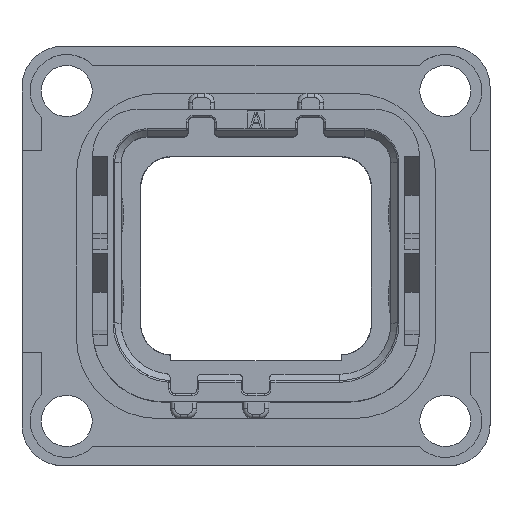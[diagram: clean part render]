
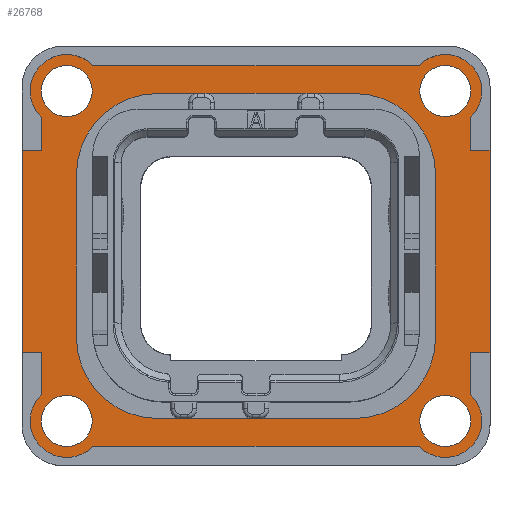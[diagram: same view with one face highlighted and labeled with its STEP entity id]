
A CAD part, top view. The second image highlights one B-rep face of the part: STEP entity #26768.
In plain terms, the highlighted planar face has unit normal (0, 0, 1).
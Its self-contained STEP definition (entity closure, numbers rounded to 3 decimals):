
#97=DIRECTION('',(0.,-1.,0.));
#98=VECTOR('',#97,12.45);
#99=CARTESIAN_POINT('',(-14.4,6.5,1.5));
#100=LINE('',#99,#98);
#160=CARTESIAN_POINT('',(-11.65,10.15,1.5));
#161=DIRECTION('',(0.,0.,1.));
#162=DIRECTION('',(0.716,0.698,0.));
#163=AXIS2_PLACEMENT_3D('',#160,#161,#162);
#173=CARTESIAN_POINT('',(11.65,10.15,1.5));
#174=DIRECTION('',(0.,0.,1.));
#175=DIRECTION('',(0.698,-0.716,0.));
#176=AXIS2_PLACEMENT_3D('',#173,#174,#175);
#183=DIRECTION('',(0.,1.,0.));
#184=VECTOR('',#183,2.588);
#185=CARTESIAN_POINT('',(13.22,-8.538,1.5));
#186=LINE('',#185,#184);
#187=DIRECTION('',(1.,0.,0.));
#188=VECTOR('',#187,20.077);
#189=CARTESIAN_POINT('',(-10.038,-11.72,1.5));
#190=LINE('',#189,#188);
#191=DIRECTION('',(0.,-1.,0.));
#192=VECTOR('',#191,2.588);
#193=CARTESIAN_POINT('',(-13.22,-5.95,1.5));
#194=LINE('',#193,#192);
#195=DIRECTION('',(1.,0.,0.));
#196=VECTOR('',#195,1.18);
#197=CARTESIAN_POINT('',(-14.4,-5.95,1.5));
#198=LINE('',#197,#196);
#199=DIRECTION('',(-1.,0.,0.));
#200=VECTOR('',#199,1.18);
#201=CARTESIAN_POINT('',(-13.22,6.5,1.5));
#202=LINE('',#201,#200);
#203=DIRECTION('',(0.,-1.,0.));
#204=VECTOR('',#203,2.038);
#205=CARTESIAN_POINT('',(-13.22,8.538,1.5));
#206=LINE('',#205,#204);
#207=DIRECTION('',(-1.,0.,0.));
#208=VECTOR('',#207,20.077);
#209=CARTESIAN_POINT('',(10.038,11.72,1.5));
#210=LINE('',#209,#208);
#211=DIRECTION('',(0.,1.,0.));
#212=VECTOR('',#211,2.038);
#213=CARTESIAN_POINT('',(13.22,6.5,1.5));
#214=LINE('',#213,#212);
#215=DIRECTION('',(-1.,0.,0.));
#216=VECTOR('',#215,1.18);
#217=CARTESIAN_POINT('',(14.4,6.5,1.5));
#218=LINE('',#217,#216);
#219=DIRECTION('',(1.,0.,0.));
#220=VECTOR('',#219,1.18);
#221=CARTESIAN_POINT('',(13.22,-5.95,1.5));
#222=LINE('',#221,#220);
#223=CARTESIAN_POINT('',(11.65,-10.15,1.5));
#224=DIRECTION('',(0.,0.,1.));
#225=DIRECTION('',(-1.,0.,0.));
#226=AXIS2_PLACEMENT_3D('',#223,#224,#225);
#228=CARTESIAN_POINT('',(-11.65,-10.15,1.5));
#229=DIRECTION('',(0.,0.,1.));
#230=DIRECTION('',(-1.,0.,0.));
#231=AXIS2_PLACEMENT_3D('',#228,#229,#230);
#233=CARTESIAN_POINT('',(-11.65,10.15,1.5));
#234=DIRECTION('',(0.,0.,1.));
#235=DIRECTION('',(1.,0.,0.));
#236=AXIS2_PLACEMENT_3D('',#233,#234,#235);
#238=CARTESIAN_POINT('',(11.65,10.15,1.5));
#239=DIRECTION('',(0.,0.,1.));
#240=DIRECTION('',(1.,0.,0.));
#241=AXIS2_PLACEMENT_3D('',#238,#239,#240);
#243=CARTESIAN_POINT('',(6.05,5.,1.5));
#244=DIRECTION('',(0.,0.,-1.));
#245=DIRECTION('',(0.,1.,0.));
#246=AXIS2_PLACEMENT_3D('',#243,#244,#245);
#248=DIRECTION('',(1.,0.,0.));
#249=VECTOR('',#248,12.1);
#250=CARTESIAN_POINT('',(-6.05,10.,1.5));
#251=LINE('',#250,#249);
#252=CARTESIAN_POINT('',(-6.05,5.,1.5));
#253=DIRECTION('',(0.,0.,-1.));
#254=DIRECTION('',(-1.,0.,0.));
#255=AXIS2_PLACEMENT_3D('',#252,#253,#254);
#257=DIRECTION('',(0.,1.,0.));
#258=VECTOR('',#257,10.);
#259=CARTESIAN_POINT('',(-11.05,-5.,1.5));
#260=LINE('',#259,#258);
#261=CARTESIAN_POINT('',(-6.05,-5.,1.5));
#262=DIRECTION('',(0.,0.,-1.));
#263=DIRECTION('',(0.,-1.,0.));
#264=AXIS2_PLACEMENT_3D('',#261,#262,#263);
#266=DIRECTION('',(-1.,0.,0.));
#267=VECTOR('',#266,12.1);
#268=CARTESIAN_POINT('',(6.05,-10.,1.5));
#269=LINE('',#268,#267);
#270=CARTESIAN_POINT('',(6.05,-5.,1.5));
#271=DIRECTION('',(0.,0.,-1.));
#272=DIRECTION('',(1.,0.,0.));
#273=AXIS2_PLACEMENT_3D('',#270,#271,#272);
#275=DIRECTION('',(0.,-1.,0.));
#276=VECTOR('',#275,10.);
#277=CARTESIAN_POINT('',(11.05,5.,1.5));
#278=LINE('',#277,#276);
#283=CARTESIAN_POINT('',(11.65,-10.15,1.5));
#284=DIRECTION('',(0.,0.,1.));
#285=DIRECTION('',(-0.716,-0.698,0.));
#286=AXIS2_PLACEMENT_3D('',#283,#284,#285);
#340=CARTESIAN_POINT('',(-11.65,-10.15,1.5));
#341=DIRECTION('',(0.,0.,1.));
#342=DIRECTION('',(-0.698,0.716,0.));
#343=AXIS2_PLACEMENT_3D('',#340,#341,#342);
#369=DIRECTION('',(0.,1.,0.));
#370=VECTOR('',#369,12.45);
#371=CARTESIAN_POINT('',(14.4,-5.95,1.5));
#372=LINE('',#371,#370);
#425=CARTESIAN_POINT('',(11.65,-10.15,1.5));
#426=DIRECTION('',(0.,0.,1.));
#427=DIRECTION('',(1.,0.,0.));
#428=AXIS2_PLACEMENT_3D('',#425,#426,#427);
#430=CARTESIAN_POINT('',(-11.65,-10.15,1.5));
#431=DIRECTION('',(0.,0.,1.));
#432=DIRECTION('',(1.,0.,0.));
#433=AXIS2_PLACEMENT_3D('',#430,#431,#432);
#451=CARTESIAN_POINT('',(-11.65,10.15,1.5));
#452=DIRECTION('',(0.,0.,1.));
#453=DIRECTION('',(-1.,0.,0.));
#454=AXIS2_PLACEMENT_3D('',#451,#452,#453);
#456=CARTESIAN_POINT('',(11.65,10.15,1.5));
#457=DIRECTION('',(0.,0.,1.));
#458=DIRECTION('',(-1.,0.,0.));
#459=AXIS2_PLACEMENT_3D('',#456,#457,#458);
#22807=CARTESIAN_POINT('',(-6.05,10.,1.5));
#22808=CARTESIAN_POINT('',(6.05,10.,1.5));
#22809=VERTEX_POINT('',#22807);
#22810=VERTEX_POINT('',#22808);
#22811=CARTESIAN_POINT('',(11.05,-5.,1.5));
#22812=CARTESIAN_POINT('',(6.05,-10.,1.5));
#22813=VERTEX_POINT('',#22811);
#22814=VERTEX_POINT('',#22812);
#22815=CARTESIAN_POINT('',(11.05,5.,1.5));
#22816=VERTEX_POINT('',#22815);
#22817=CARTESIAN_POINT('',(-11.05,5.,1.5));
#22818=VERTEX_POINT('',#22817);
#22819=CARTESIAN_POINT('',(-11.05,-5.,1.5));
#22820=VERTEX_POINT('',#22819);
#22821=CARTESIAN_POINT('',(-6.05,-10.,1.5));
#22822=VERTEX_POINT('',#22821);
#22853=CARTESIAN_POINT('',(14.4,-5.95,1.5));
#22854=CARTESIAN_POINT('',(14.4,6.5,1.5));
#22855=VERTEX_POINT('',#22853);
#22856=VERTEX_POINT('',#22854);
#22857=CARTESIAN_POINT('',(-14.4,6.5,1.5));
#22858=CARTESIAN_POINT('',(-14.4,-5.95,1.5));
#22859=VERTEX_POINT('',#22857);
#22860=VERTEX_POINT('',#22858);
#22861=CARTESIAN_POINT('',(10.08,10.15,1.5));
#22862=VERTEX_POINT('',#22861);
#22863=CARTESIAN_POINT('',(-10.08,10.15,1.5));
#22864=VERTEX_POINT('',#22863);
#22865=CARTESIAN_POINT('',(-10.08,-10.15,1.5));
#22866=VERTEX_POINT('',#22865);
#22867=CARTESIAN_POINT('',(10.08,-10.15,1.5));
#22868=VERTEX_POINT('',#22867);
#22869=CARTESIAN_POINT('',(-13.22,6.5,1.5));
#22870=VERTEX_POINT('',#22869);
#22871=CARTESIAN_POINT('',(13.22,6.5,1.5));
#22872=VERTEX_POINT('',#22871);
#22873=CARTESIAN_POINT('',(-13.22,-5.95,1.5));
#22874=VERTEX_POINT('',#22873);
#23189=CARTESIAN_POINT('',(13.22,-5.95,1.5));
#23190=VERTEX_POINT('',#23189);
#23516=CARTESIAN_POINT('',(13.22,8.538,1.5));
#23518=VERTEX_POINT('',#23516);
#23520=CARTESIAN_POINT('',(-10.038,-11.72,1.5));
#23522=VERTEX_POINT('',#23520);
#23524=CARTESIAN_POINT('',(10.038,-11.72,1.5));
#23526=VERTEX_POINT('',#23524);
#23528=CARTESIAN_POINT('',(-13.22,-8.538,1.5));
#23530=VERTEX_POINT('',#23528);
#23532=CARTESIAN_POINT('',(-10.038,11.72,1.5));
#23534=VERTEX_POINT('',#23532);
#23536=CARTESIAN_POINT('',(10.038,11.72,1.5));
#23538=VERTEX_POINT('',#23536);
#23540=CARTESIAN_POINT('',(-13.22,8.538,1.5));
#23542=VERTEX_POINT('',#23540);
#23544=CARTESIAN_POINT('',(13.22,-8.538,1.5));
#23546=VERTEX_POINT('',#23544);
#23548=CARTESIAN_POINT('',(13.22,10.15,1.5));
#23549=VERTEX_POINT('',#23548);
#23550=CARTESIAN_POINT('',(-13.22,10.15,1.5));
#23551=VERTEX_POINT('',#23550);
#23552=CARTESIAN_POINT('',(-13.22,-10.15,1.5));
#23553=VERTEX_POINT('',#23552);
#23554=CARTESIAN_POINT('',(13.22,-10.15,1.5));
#23555=VERTEX_POINT('',#23554);
#26691=CARTESIAN_POINT('',(0.,0.,1.5));
#26692=DIRECTION('',(0.,0.,1.));
#26693=DIRECTION('',(1.,0.,0.));
#26694=AXIS2_PLACEMENT_3D('',#26691,#26692,#26693);
#26695=PLANE('',#26694);
#26697=ORIENTED_EDGE('',*,*,#26696,.F.);
#26699=ORIENTED_EDGE('',*,*,#26698,.F.);
#26701=ORIENTED_EDGE('',*,*,#26700,.F.);
#26703=ORIENTED_EDGE('',*,*,#26702,.F.);
#26705=ORIENTED_EDGE('',*,*,#26704,.F.);
#26707=ORIENTED_EDGE('',*,*,#26706,.F.);
#26708=ORIENTED_EDGE('',*,*,#26604,.F.);
#26710=ORIENTED_EDGE('',*,*,#26709,.F.);
#26712=ORIENTED_EDGE('',*,*,#26711,.F.);
#26713=ORIENTED_EDGE('',*,*,#26656,.F.);
#26714=ORIENTED_EDGE('',*,*,#26672,.F.);
#26715=ORIENTED_EDGE('',*,*,#26682,.F.);
#26717=ORIENTED_EDGE('',*,*,#26716,.F.);
#26719=ORIENTED_EDGE('',*,*,#26718,.F.);
#26721=ORIENTED_EDGE('',*,*,#26720,.F.);
#26723=ORIENTED_EDGE('',*,*,#26722,.F.);
#26724=EDGE_LOOP('',(#26697,#26699,#26701,#26703,#26705,#26707,#26708,#26710,
#26712,#26713,#26714,#26715,#26717,#26719,#26721,#26723));
#26725=FACE_OUTER_BOUND('',#26724,.F.);
#26727=ORIENTED_EDGE('',*,*,#26726,.T.);
#26729=ORIENTED_EDGE('',*,*,#26728,.T.);
#26730=EDGE_LOOP('',(#26727,#26729));
#26731=FACE_BOUND('',#26730,.F.);
#26733=ORIENTED_EDGE('',*,*,#26732,.T.);
#26735=ORIENTED_EDGE('',*,*,#26734,.T.);
#26736=EDGE_LOOP('',(#26733,#26735));
#26737=FACE_BOUND('',#26736,.F.);
#26739=ORIENTED_EDGE('',*,*,#26738,.T.);
#26741=ORIENTED_EDGE('',*,*,#26740,.T.);
#26742=EDGE_LOOP('',(#26739,#26741));
#26743=FACE_BOUND('',#26742,.F.);
#26745=ORIENTED_EDGE('',*,*,#26744,.T.);
#26747=ORIENTED_EDGE('',*,*,#26746,.T.);
#26748=EDGE_LOOP('',(#26745,#26747));
#26749=FACE_BOUND('',#26748,.F.);
#26751=ORIENTED_EDGE('',*,*,#26750,.F.);
#26753=ORIENTED_EDGE('',*,*,#26752,.F.);
#26755=ORIENTED_EDGE('',*,*,#26754,.F.);
#26757=ORIENTED_EDGE('',*,*,#26756,.F.);
#26759=ORIENTED_EDGE('',*,*,#26758,.F.);
#26761=ORIENTED_EDGE('',*,*,#26760,.F.);
#26763=ORIENTED_EDGE('',*,*,#26762,.F.);
#26765=ORIENTED_EDGE('',*,*,#26764,.F.);
#26766=EDGE_LOOP('',(#26751,#26753,#26755,#26757,#26759,#26761,#26763,#26765));
#26767=FACE_BOUND('',#26766,.F.);
#26768=ADVANCED_FACE('',(#26725,#26731,#26737,#26743,#26749,#26767),#26695,.T.);
#164=CIRCLE('',#163,2.25);
#177=CIRCLE('',#176,2.25);
#227=CIRCLE('',#226,1.57);
#232=CIRCLE('',#231,1.57);
#237=CIRCLE('',#236,1.57);
#242=CIRCLE('',#241,1.57);
#247=CIRCLE('',#246,5.);
#256=CIRCLE('',#255,5.);
#265=CIRCLE('',#264,5.);
#274=CIRCLE('',#273,5.);
#287=CIRCLE('',#286,2.25);
#344=CIRCLE('',#343,2.25);
#429=CIRCLE('',#428,1.57);
#434=CIRCLE('',#433,1.57);
#455=CIRCLE('',#454,1.57);
#460=CIRCLE('',#459,1.57);
#26604=EDGE_CURVE('',#22859,#22860,#100,.T.);
#26656=EDGE_CURVE('',#23534,#23542,#164,.T.);
#26672=EDGE_CURVE('',#23538,#23534,#210,.T.);
#26682=EDGE_CURVE('',#23518,#23538,#177,.T.);
#26696=EDGE_CURVE('',#23546,#23190,#186,.T.);
#26698=EDGE_CURVE('',#23526,#23546,#287,.T.);
#26700=EDGE_CURVE('',#23522,#23526,#190,.T.);
#26702=EDGE_CURVE('',#23530,#23522,#344,.T.);
#26704=EDGE_CURVE('',#22874,#23530,#194,.T.);
#26706=EDGE_CURVE('',#22860,#22874,#198,.T.);
#26709=EDGE_CURVE('',#22870,#22859,#202,.T.);
#26711=EDGE_CURVE('',#23542,#22870,#206,.T.);
#26716=EDGE_CURVE('',#22872,#23518,#214,.T.);
#26718=EDGE_CURVE('',#22856,#22872,#218,.T.);
#26720=EDGE_CURVE('',#22855,#22856,#372,.T.);
#26722=EDGE_CURVE('',#23190,#22855,#222,.T.);
#26726=EDGE_CURVE('',#22868,#23555,#227,.T.);
#26728=EDGE_CURVE('',#23555,#22868,#429,.T.);
#26732=EDGE_CURVE('',#22866,#23553,#434,.T.);
#26734=EDGE_CURVE('',#23553,#22866,#232,.T.);
#26738=EDGE_CURVE('',#22864,#23551,#237,.T.);
#26740=EDGE_CURVE('',#23551,#22864,#455,.T.);
#26744=EDGE_CURVE('',#22862,#23549,#460,.T.);
#26746=EDGE_CURVE('',#23549,#22862,#242,.T.);
#26750=EDGE_CURVE('',#22810,#22816,#247,.T.);
#26752=EDGE_CURVE('',#22809,#22810,#251,.T.);
#26754=EDGE_CURVE('',#22818,#22809,#256,.T.);
#26756=EDGE_CURVE('',#22820,#22818,#260,.T.);
#26758=EDGE_CURVE('',#22822,#22820,#265,.T.);
#26760=EDGE_CURVE('',#22814,#22822,#269,.T.);
#26762=EDGE_CURVE('',#22813,#22814,#274,.T.);
#26764=EDGE_CURVE('',#22816,#22813,#278,.T.);
